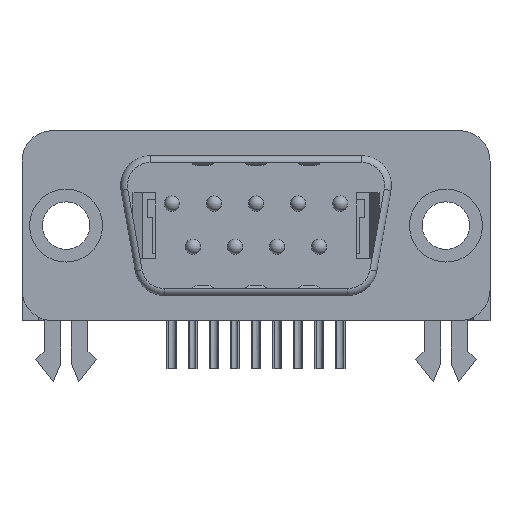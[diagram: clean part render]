
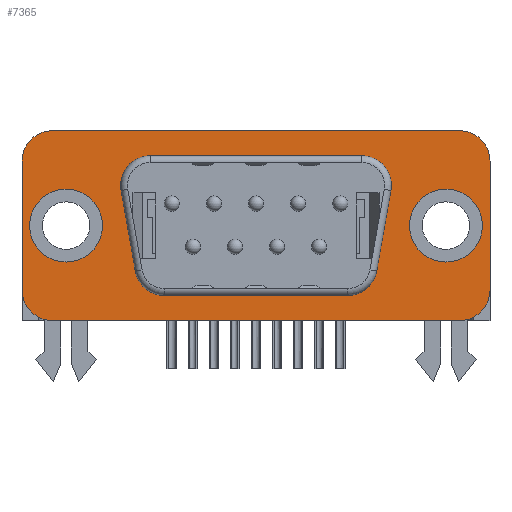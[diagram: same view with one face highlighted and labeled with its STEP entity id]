
A CAD part, front view. The second image highlights one B-rep face of the part: STEP entity #7365.
In plain terms, the highlighted planar face has unit normal (0, -1, 0).
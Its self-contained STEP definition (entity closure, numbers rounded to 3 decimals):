
#804=LINE('',#11414,#1616);
#805=LINE('',#11419,#1617);
#806=LINE('',#11423,#1618);
#807=LINE('',#11427,#1619);
#808=LINE('',#11430,#1620);
#809=LINE('',#11435,#1621);
#810=LINE('',#11439,#1622);
#811=LINE('',#11443,#1623);
#1616=VECTOR('',#9282,1000.);
#1617=VECTOR('',#9285,1000.);
#1618=VECTOR('',#9288,1000.);
#1619=VECTOR('',#9291,1000.);
#1620=VECTOR('',#9294,1000.);
#1621=VECTOR('',#9297,1000.);
#1622=VECTOR('',#9300,1000.);
#1623=VECTOR('',#9303,1000.);
#2988=ORIENTED_EDGE('',*,*,#4573,.T.);
#2989=ORIENTED_EDGE('',*,*,#4574,.T.);
#2990=ORIENTED_EDGE('',*,*,#4575,.T.);
#2991=ORIENTED_EDGE('',*,*,#4576,.T.);
#2992=ORIENTED_EDGE('',*,*,#4577,.T.);
#2993=ORIENTED_EDGE('',*,*,#4578,.T.);
#2994=ORIENTED_EDGE('',*,*,#4579,.T.);
#2995=ORIENTED_EDGE('',*,*,#4580,.T.);
#2996=ORIENTED_EDGE('',*,*,#4581,.T.);
#2997=ORIENTED_EDGE('',*,*,#4582,.T.);
#2998=ORIENTED_EDGE('',*,*,#4583,.F.);
#2999=ORIENTED_EDGE('',*,*,#4584,.T.);
#3000=ORIENTED_EDGE('',*,*,#4585,.F.);
#3001=ORIENTED_EDGE('',*,*,#4586,.T.);
#3002=ORIENTED_EDGE('',*,*,#4587,.F.);
#3003=ORIENTED_EDGE('',*,*,#4588,.T.);
#3004=ORIENTED_EDGE('',*,*,#4589,.F.);
#3005=ORIENTED_EDGE('',*,*,#4590,.T.);
#4573=EDGE_CURVE('',#5458,#5458,#5851,.T.);
#4574=EDGE_CURVE('',#5459,#5459,#5852,.T.);
#4575=EDGE_CURVE('',#5460,#5461,#804,.T.);
#4576=EDGE_CURVE('',#5461,#5462,#5853,.T.);
#4577=EDGE_CURVE('',#5462,#5463,#805,.T.);
#4578=EDGE_CURVE('',#5463,#5464,#5854,.T.);
#4579=EDGE_CURVE('',#5464,#5465,#806,.T.);
#4580=EDGE_CURVE('',#5465,#5466,#5855,.T.);
#4581=EDGE_CURVE('',#5466,#5467,#807,.T.);
#4582=EDGE_CURVE('',#5467,#5460,#5856,.T.);
#4583=EDGE_CURVE('',#5468,#5469,#808,.T.);
#4584=EDGE_CURVE('',#5468,#5470,#5857,.F.);
#4585=EDGE_CURVE('',#5471,#5470,#809,.T.);
#4586=EDGE_CURVE('',#5471,#5472,#5858,.F.);
#4587=EDGE_CURVE('',#5473,#5472,#810,.T.);
#4588=EDGE_CURVE('',#5473,#5474,#5859,.F.);
#4589=EDGE_CURVE('',#5475,#5474,#811,.T.);
#4590=EDGE_CURVE('',#5475,#5469,#5860,.F.);
#5458=VERTEX_POINT('',#11411);
#5459=VERTEX_POINT('',#11413);
#5460=VERTEX_POINT('',#11415);
#5461=VERTEX_POINT('',#11416);
#5462=VERTEX_POINT('',#11418);
#5463=VERTEX_POINT('',#11420);
#5464=VERTEX_POINT('',#11422);
#5465=VERTEX_POINT('',#11424);
#5466=VERTEX_POINT('',#11426);
#5467=VERTEX_POINT('',#11428);
#5468=VERTEX_POINT('',#11431);
#5469=VERTEX_POINT('',#11432);
#5470=VERTEX_POINT('',#11434);
#5471=VERTEX_POINT('',#11436);
#5472=VERTEX_POINT('',#11438);
#5473=VERTEX_POINT('',#11440);
#5474=VERTEX_POINT('',#11442);
#5475=VERTEX_POINT('',#11444);
#5851=CIRCLE('',#7977,2.4);
#5852=CIRCLE('',#7978,2.4);
#5853=CIRCLE('',#7979,1.949);
#5854=CIRCLE('',#7980,1.949);
#5855=CIRCLE('',#7981,1.949);
#5856=CIRCLE('',#7982,1.949);
#5857=CIRCLE('',#7983,2.);
#5858=CIRCLE('',#7984,2.);
#5859=CIRCLE('',#7985,2.);
#5860=CIRCLE('',#7986,2.);
#6189=EDGE_LOOP('',(#2988));
#6190=EDGE_LOOP('',(#2989));
#6191=EDGE_LOOP('',(#2990,#2991,#2992,#2993,#2994,#2995,#2996,#2997));
#6192=EDGE_LOOP('',(#2998,#2999,#3000,#3001,#3002,#3003,#3004,#3005));
#6677=FACE_BOUND('',#6189,.T.);
#6678=FACE_BOUND('',#6190,.T.);
#6679=FACE_BOUND('',#6191,.T.);
#6680=FACE_BOUND('',#6192,.T.);
#7093=PLANE('',#7976);
#7365=ADVANCED_FACE('',(#6677,#6678,#6679,#6680),#7093,.F.);
#7976=AXIS2_PLACEMENT_3D('',#11409,#9276,#9277);
#7977=AXIS2_PLACEMENT_3D('',#11410,#9278,#9279);
#7978=AXIS2_PLACEMENT_3D('',#11412,#9280,#9281);
#7979=AXIS2_PLACEMENT_3D('',#11417,#9283,#9284);
#7980=AXIS2_PLACEMENT_3D('',#11421,#9286,#9287);
#7981=AXIS2_PLACEMENT_3D('',#11425,#9289,#9290);
#7982=AXIS2_PLACEMENT_3D('',#11429,#9292,#9293);
#7983=AXIS2_PLACEMENT_3D('',#11433,#9295,#9296);
#7984=AXIS2_PLACEMENT_3D('',#11437,#9298,#9299);
#7985=AXIS2_PLACEMENT_3D('',#11441,#9301,#9302);
#7986=AXIS2_PLACEMENT_3D('',#11445,#9304,#9305);
#9276=DIRECTION('',(0.,1.,0.));
#9277=DIRECTION('',(0.,0.,1.));
#9278=DIRECTION('',(0.,1.,0.));
#9279=DIRECTION('',(0.,0.,1.));
#9280=DIRECTION('',(0.,1.,0.));
#9281=DIRECTION('',(0.,0.,1.));
#9282=DIRECTION('',(-0.174,0.,0.985));
#9283=DIRECTION('',(0.,1.,0.));
#9284=DIRECTION('',(0.,0.,1.));
#9285=DIRECTION('',(1.,0.,0.));
#9286=DIRECTION('',(0.,1.,0.));
#9287=DIRECTION('',(0.,0.,1.));
#9288=DIRECTION('',(-0.174,0.,-0.985));
#9289=DIRECTION('',(0.,1.,0.));
#9290=DIRECTION('',(0.,0.,1.));
#9291=DIRECTION('',(-1.,0.,0.));
#9292=DIRECTION('',(0.,1.,0.));
#9293=DIRECTION('',(0.,0.,1.));
#9294=DIRECTION('',(1.,0.,0.));
#9295=DIRECTION('',(0.,1.,0.));
#9296=DIRECTION('',(0.,0.,1.));
#9297=DIRECTION('',(0.,0.,1.));
#9298=DIRECTION('',(0.,1.,0.));
#9299=DIRECTION('',(0.,0.,1.));
#9300=DIRECTION('',(-1.,0.,0.));
#9301=DIRECTION('',(0.,1.,0.));
#9302=DIRECTION('',(0.,0.,1.));
#9303=DIRECTION('',(0.,0.,-1.));
#9304=DIRECTION('',(0.,1.,0.));
#9305=DIRECTION('',(0.,0.,1.));
#11409=CARTESIAN_POINT('',(0.,-0.45,0.));
#11410=CARTESIAN_POINT('',(-12.5,-0.45,0.));
#11411=CARTESIAN_POINT('',(-12.5,-0.45,2.4));
#11412=CARTESIAN_POINT('',(12.5,-0.45,0.));
#11413=CARTESIAN_POINT('',(12.5,-0.45,2.4));
#11414=CARTESIAN_POINT('',(-8.217,-0.45,-1.449));
#11415=CARTESIAN_POINT('',(-7.946,-0.45,-2.989));
#11416=CARTESIAN_POINT('',(-8.88,-0.45,2.312));
#11417=CARTESIAN_POINT('',(-6.961,-0.45,2.651));
#11418=CARTESIAN_POINT('',(-6.961,-0.45,4.6));
#11419=CARTESIAN_POINT('',(0.,-0.45,4.6));
#11420=CARTESIAN_POINT('',(6.961,-0.45,4.6));
#11421=CARTESIAN_POINT('',(6.961,-0.45,2.651));
#11422=CARTESIAN_POINT('',(8.88,-0.45,2.312));
#11423=CARTESIAN_POINT('',(8.217,-0.45,-1.449));
#11424=CARTESIAN_POINT('',(7.946,-0.45,-2.989));
#11425=CARTESIAN_POINT('',(6.026,-0.45,-2.651));
#11426=CARTESIAN_POINT('',(6.026,-0.45,-4.6));
#11427=CARTESIAN_POINT('',(0.,-0.45,-4.6));
#11428=CARTESIAN_POINT('',(-6.026,-0.45,-4.6));
#11429=CARTESIAN_POINT('',(-6.026,-0.45,-2.651));
#11430=CARTESIAN_POINT('',(-15.4,-0.45,6.25));
#11431=CARTESIAN_POINT('',(-13.4,-0.45,6.25));
#11432=CARTESIAN_POINT('',(13.4,-0.45,6.25));
#11433=CARTESIAN_POINT('',(-13.4,-0.45,4.25));
#11434=CARTESIAN_POINT('',(-15.4,-0.45,4.25));
#11435=CARTESIAN_POINT('',(-15.4,-0.45,-6.25));
#11436=CARTESIAN_POINT('',(-15.4,-0.45,-4.25));
#11437=CARTESIAN_POINT('',(-13.4,-0.45,-4.25));
#11438=CARTESIAN_POINT('',(-13.4,-0.45,-6.25));
#11439=CARTESIAN_POINT('',(15.4,-0.45,-6.25));
#11440=CARTESIAN_POINT('',(13.4,-0.45,-6.25));
#11441=CARTESIAN_POINT('',(13.4,-0.45,-4.25));
#11442=CARTESIAN_POINT('',(15.4,-0.45,-4.25));
#11443=CARTESIAN_POINT('',(15.4,-0.45,6.25));
#11444=CARTESIAN_POINT('',(15.4,-0.45,4.25));
#11445=CARTESIAN_POINT('',(13.4,-0.45,4.25));
